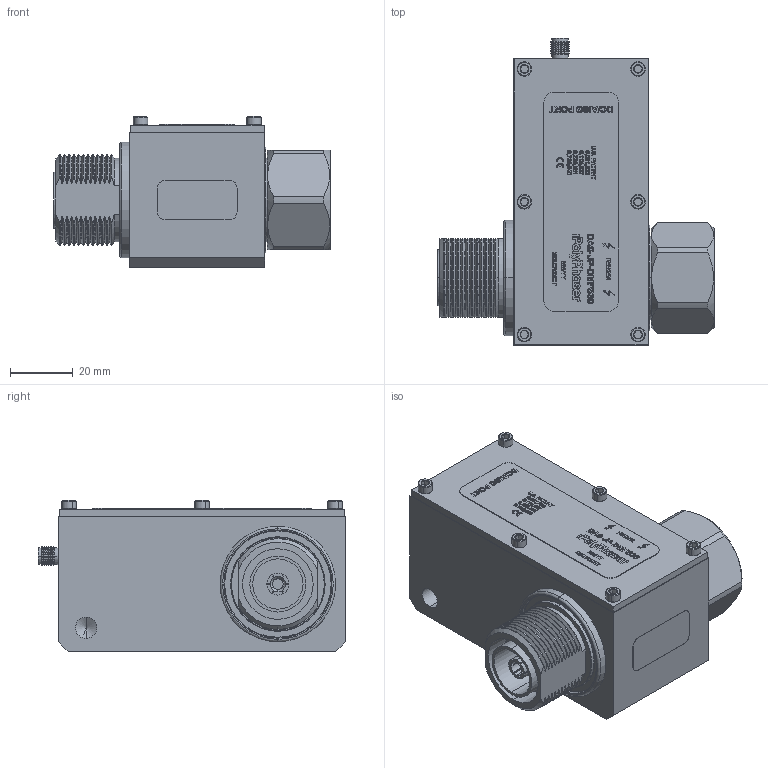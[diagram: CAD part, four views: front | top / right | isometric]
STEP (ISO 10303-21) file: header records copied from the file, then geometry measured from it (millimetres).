
FILE_DESCRIPTION (( 'STEP AP214' ), '1' );
FILE_NAME ('DAS-JP-DMFS30.STEP', '2019-07-30T16:51:59', ( '' ), ( '' ), 'SwSTEP 2.0', 'SolidWorks 2019', '' );
FILE_SCHEMA (( 'AUTOMOTIVE_DESIGN' ));
Length unit declared in the file: inch
Products named in the file (26): 7040-0062; 4041-0021; 7040-0075_FOR 5330-0379; 7040-0060; 1101-1011-05; DAS-JP-DMFS30; 1359-0002; 7040-0043; 1103-0002; 5330-0379; 1502-0716; 2811-0021; 2003-3056; 4035-0071; 1101-0211-03; 5800-0173; 5800-0203; 2812-0004 rev f; 2081-1301; 7040-0092; 4050-0012; 4052-0050; 4052-0051; 4035-0072; 2003-1052; 5420-0262
Assembly tree (32 placements, depth 2):
  DAS-JP-DMFS30
    1101-1011-05  x6
    2003-3056
    5420-0262
    1101-0211-03  x2
    1103-0002  x2
    7040-0075_FOR 5330-0379
    2081-1301
    7040-0062
    5800-0173
    7040-0043
    4035-0072
    2812-0004 rev f
    4052-0050
    4050-0012
    4041-0021
    5330-0379
    4052-0051
    2811-0021
    4035-0071
    5800-0203
    7040-0092
    7040-0060
    1502-0716
    2003-1052
    1359-0002
Bounding box: 88.14 x 98.18 x 48.31 mm (x, y, z)
Volume: 154482.7 mm3; surface area: 75890.8 mm2
Topology: 38 solids, 38 shells, 3206 faces, 8335 edges, 5380 vertices
Faces by surface type: plane 1393, cylinder 860, bspline 533, cone 330, torus 86, sphere 4
Entity records: 132025 total; most frequent: CARTESIAN_POINT 46705, ORIENTED_EDGE 13908, DIRECTION 11319, EDGE_CURVE 6954, VERTEX_POINT 4525, VECTOR 4391, LINE 4391, AXIS2_PLACEMENT_3D 3464
